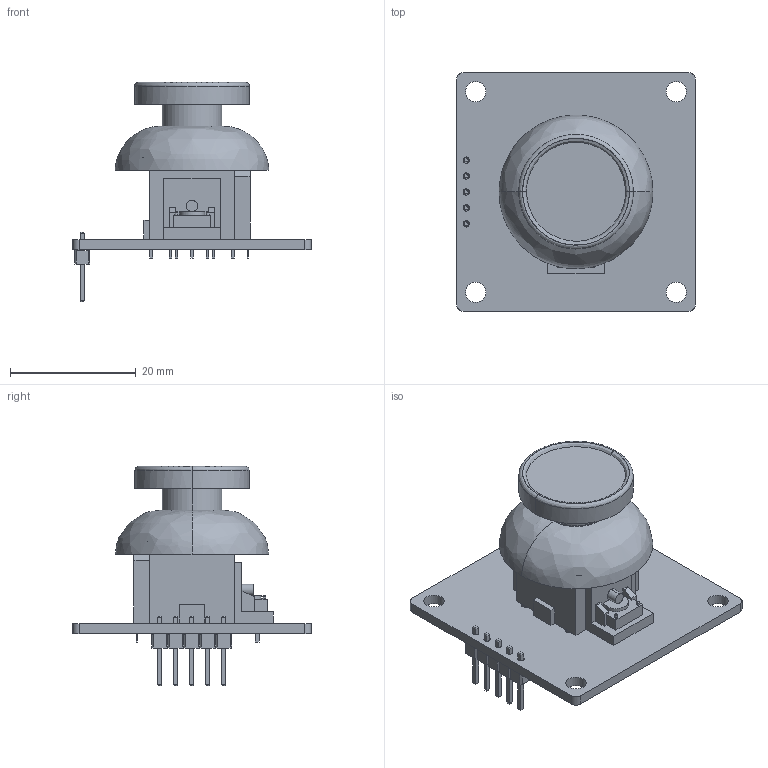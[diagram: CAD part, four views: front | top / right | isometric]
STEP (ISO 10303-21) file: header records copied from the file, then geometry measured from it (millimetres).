
FILE_DESCRIPTION(('KiCad electronic assembly'),'2;1');
FILE_NAME('Joystick_2-axis_with_pushbutton_breakout_3D.step', '2022-01-11T08:26:08',('Pcbnew'),('Kicad'), 'Open CASCADE STEP processor 7.5','KiCad to STEP converter','Unknown' );
FILE_SCHEMA(('AUTOMOTIVE_DESIGN { 1 0 10303 214 1 1 1 1 }'));
Length unit declared in the file: millimetre
Products named in the file (6): Joystick_2-axis_with_pushbutton_breakout_3D 1; joystick; COMPOUND; 5x_Male_Pin_2.54_mm
Assembly tree (5 placements, depth 3):
  Joystick_2-axis_with_pushbutton_breakout_3D 1
    joystick
      COMPOUND
    5x_Male_Pin_2.54_mm
      COMPOUND
    COMPOUND
Bounding box: 38 x 38 x 34.96 mm (x, y, z)
Volume: 7686.8 mm3; surface area: 7271.8 mm2
Topology: 25 solids, 25 shells, 428 faces, 981 edges, 632 vertices
Faces by surface type: bspline 387, cylinder 27, plane 14
Full cylindrical faces by diameter (mm): 1 x11, 1.2 x4, 1.5 x4, 3.2 x4
Entity records: 24479 total; most frequent: CARTESIAN_POINT 8650, B_SPLINE_CURVE_WITH_KNOTS 2420, ORIENTED_EDGE 1962, PCURVE 1962, DEFINITIONAL_REPRESENTATION 1962, EDGE_CURVE 981, SURFACE_CURVE 958, VERTEX_POINT 632
